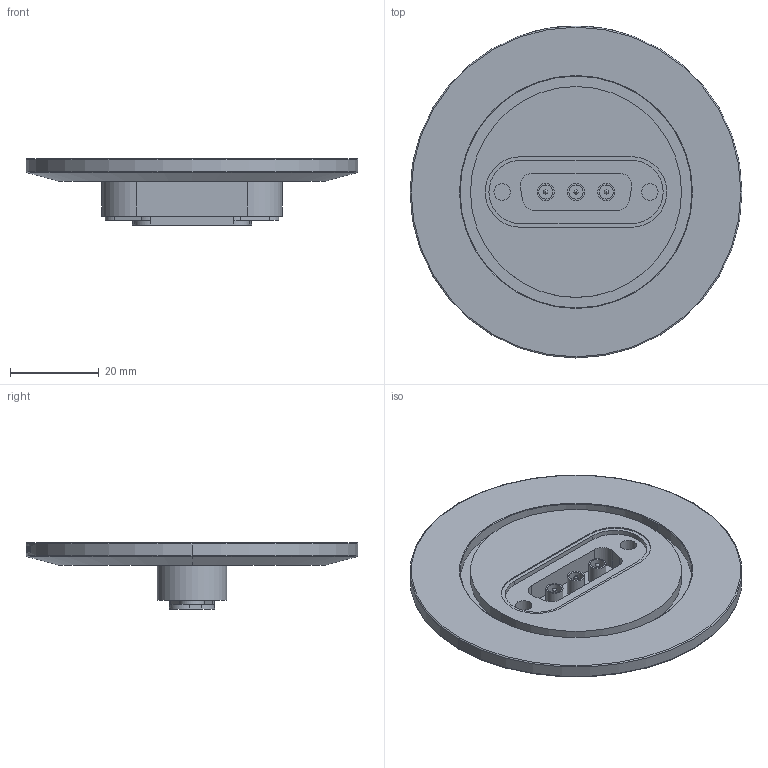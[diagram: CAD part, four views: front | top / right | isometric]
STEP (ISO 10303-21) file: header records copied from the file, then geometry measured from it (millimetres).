
FILE_DESCRIPTION(/* description */ ('Alibre Inc.'),/* implementation_level */ '2;1');
FILE_NAME(/* name */ 'export0',/* time_stamp */ '2015-04-13T16:23:17-07:00',/* author */ (''),/* organization */ (''),/* preprocessor_version */ 'ST-DEVELOPER v14',/* originating_system */ 'Alibre',/* authorisation */ '');
FILE_SCHEMA (('CONFIG_CONTROL_DESIGN'));
Length unit declared in the file: centimetre
Products named in the file (1): ID_1
Bounding box: 74.93 x 74.93 x 14.96 mm (x, y, z)
Volume: 22090 mm3; surface area: 13009.4 mm2
Topology: 1 solids, 1 shells, 408 faces, 1033 edges, 685 vertices
Faces by surface type: plane 170, bspline 138, cylinder 85, torus 10, cone 4, sphere 1
Full cylindrical faces by diameter (mm): 0.914 x6, 3.175 x6, 3.479 x2, 3.704 x2, 3.861 x6
Entity records: 32251 total; most frequent: CARTESIAN_POINT 23774, ORIENTED_EDGE 2002, DIRECTION 1127, EDGE_CURVE 1001, VERTEX_POINT 681, AXIS2_PLACEMENT_3D 512, EDGE_LOOP 494, FACE_BOUND 494
